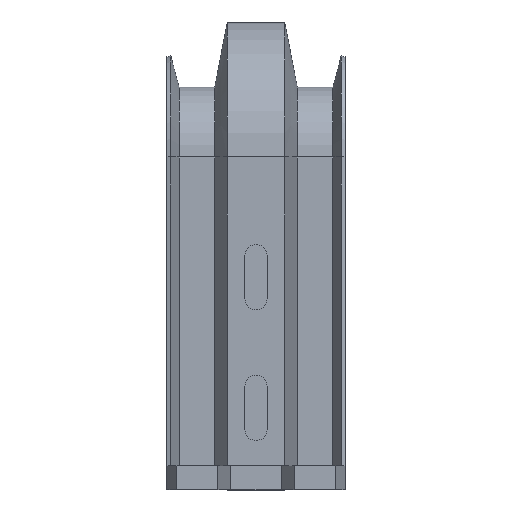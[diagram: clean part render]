
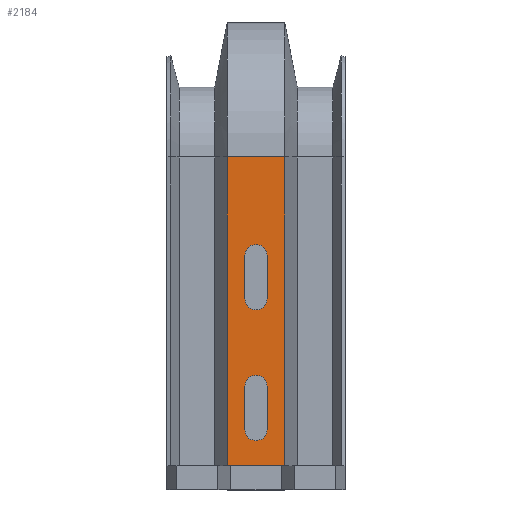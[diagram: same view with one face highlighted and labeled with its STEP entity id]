
A CAD part, top view. The second image highlights one B-rep face of the part: STEP entity #2184.
In plain terms, the highlighted planar face has unit normal (0, 0, 1).
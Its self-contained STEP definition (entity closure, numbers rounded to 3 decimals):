
#158=FACE_OUTER_BOUND('',#276,.T.);
#276=EDGE_LOOP('',(#1893,#1894,#1895,#1896));
#504=LINE('',#3497,#768);
#523=LINE('',#3558,#787);
#524=LINE('',#3561,#788);
#525=LINE('',#3562,#789);
#768=VECTOR('',#2841,1.);
#787=VECTOR('',#2914,1.);
#788=VECTOR('',#2917,1.);
#789=VECTOR('',#2918,1.);
#1036=VERTEX_POINT('',#3492);
#1037=VERTEX_POINT('',#3496);
#1052=VERTEX_POINT('',#3556);
#1053=VERTEX_POINT('',#3560);
#1328=EDGE_CURVE('',#1037,#1036,#504,.T.);
#1359=EDGE_CURVE('',#1052,#1036,#523,.T.);
#1360=EDGE_CURVE('',#1053,#1052,#524,.T.);
#1361=EDGE_CURVE('',#1053,#1037,#525,.T.);
#1893=ORIENTED_EDGE('',*,*,#1360,.T.);
#1894=ORIENTED_EDGE('',*,*,#1359,.T.);
#1895=ORIENTED_EDGE('',*,*,#1328,.F.);
#1896=ORIENTED_EDGE('',*,*,#1361,.F.);
#2066=PLANE('',#2371);
#2184=ADVANCED_FACE('',(#158),#2066,.T.);
#2371=AXIS2_PLACEMENT_3D('',#3559,#2915,#2916);
#2841=DIRECTION('',(1.,0.,0.));
#2914=DIRECTION('',(0.,1.,0.));
#2915=DIRECTION('center_axis',(0.,0.,1.));
#2916=DIRECTION('ref_axis',(1.,0.,0.));
#2917=DIRECTION('',(1.,0.,0.));
#2918=DIRECTION('',(0.,1.,0.));
#3492=CARTESIAN_POINT('',(58.855,166.44,191.263));
#3496=CARTESIAN_POINT('',(36.909,166.44,191.263));
#3497=CARTESIAN_POINT('',(36.909,166.44,191.263));
#3556=CARTESIAN_POINT('',(58.855,48.44,191.263));
#3558=CARTESIAN_POINT('',(58.855,48.44,191.263));
#3559=CARTESIAN_POINT('Origin',(36.909,48.44,191.263));
#3560=CARTESIAN_POINT('',(36.909,48.44,191.263));
#3561=CARTESIAN_POINT('',(36.909,48.44,191.263));
#3562=CARTESIAN_POINT('',(36.909,48.44,191.263));
